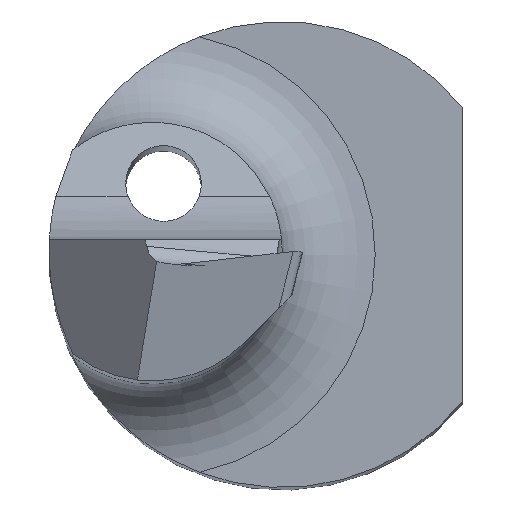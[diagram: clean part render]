
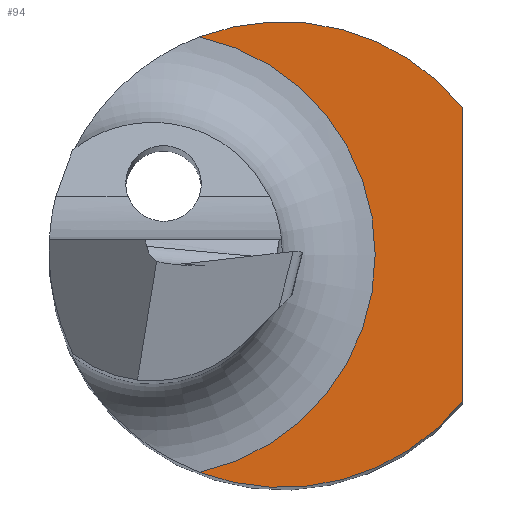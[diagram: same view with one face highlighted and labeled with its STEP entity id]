
A CAD part, top view. The second image highlights one B-rep face of the part: STEP entity #94.
In plain terms, the highlighted planar face has unit normal (0, 0, 1).
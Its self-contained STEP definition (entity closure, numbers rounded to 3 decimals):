
#38 = ORIENTED_EDGE ( 'NONE', *, *, #300, .T. ) ;
#69 = DIRECTION ( 'NONE',  ( 0., 0., -1. ) ) ;
#94 = ADVANCED_FACE ( 'NONE', ( #697 ), #621, .F. ) ;
#110 = DIRECTION ( 'NONE',  ( -1., 0., 0. ) ) ;
#159 = AXIS2_PLACEMENT_3D ( 'NONE', #810, #165, #291 ) ;
#165 = DIRECTION ( 'NONE',  ( 0., 0., -1. ) ) ;
#185 = VERTEX_POINT ( 'NONE', #666 ) ;
#196 = EDGE_CURVE ( 'NONE', #791, #656, #309, .T. ) ;
#199 = LINE ( 'NONE', #785, #327 ) ;
#243 = EDGE_CURVE ( 'NONE', #427, #185, #453, .T. ) ;
#274 = DIRECTION ( 'NONE',  ( 0., -1., 0. ) ) ;
#291 = DIRECTION ( 'NONE',  ( -1., 0., 0. ) ) ;
#300 = EDGE_CURVE ( 'NONE', #791, #185, #825, .T. ) ;
#309 = CIRCLE ( 'NONE', #493, 2. ) ;
#327 = VECTOR ( 'NONE', #274, 1000. ) ;
#360 = CARTESIAN_POINT ( 'NONE',  ( 1.55, -1.264, 13.749 ) ) ;
#371 = AXIS2_PLACEMENT_3D ( 'NONE', #559, #373, #110 ) ;
#373 = DIRECTION ( 'NONE',  ( 0., 0., -1. ) ) ;
#390 = DIRECTION ( 'NONE',  ( -1., 0., 0. ) ) ;
#399 = DIRECTION ( 'NONE',  ( 0., 0., -1. ) ) ;
#427 = VERTEX_POINT ( 'NONE', #360 ) ;
#449 = EDGE_CURVE ( 'NONE', #656, #427, #199, .T. ) ;
#453 = CIRCLE ( 'NONE', #584, 2. ) ;
#458 = CARTESIAN_POINT ( 'NONE',  ( -0.71, 1.87, 13.749 ) ) ;
#493 = AXIS2_PLACEMENT_3D ( 'NONE', #521, #399, #529 ) ;
#521 = CARTESIAN_POINT ( 'NONE',  ( 0., 0., 13.749 ) ) ;
#529 = DIRECTION ( 'NONE',  ( -1., 0., 0. ) ) ;
#544 = CARTESIAN_POINT ( 'NONE',  ( 1.55, 1.264, 13.749 ) ) ;
#550 = ORIENTED_EDGE ( 'NONE', *, *, #449, .F. ) ;
#559 = CARTESIAN_POINT ( 'NONE',  ( -1.112, 0., 13.749 ) ) ;
#584 = AXIS2_PLACEMENT_3D ( 'NONE', #643, #69, #390 ) ;
#621 = PLANE ( 'NONE',  #371 ) ;
#622 = ORIENTED_EDGE ( 'NONE', *, *, #196, .F. ) ;
#643 = CARTESIAN_POINT ( 'NONE',  ( 0., 0., 13.749 ) ) ;
#656 = VERTEX_POINT ( 'NONE', #544 ) ;
#666 = CARTESIAN_POINT ( 'NONE',  ( -0.71, -1.87, 13.749 ) ) ;
#697 = FACE_OUTER_BOUND ( 'NONE', #805, .T. ) ;
#785 = CARTESIAN_POINT ( 'NONE',  ( 1.55, -2., 13.749 ) ) ;
#791 = VERTEX_POINT ( 'NONE', #458 ) ;
#805 = EDGE_LOOP ( 'NONE', ( #622, #38, #842, #550 ) ) ;
#810 = CARTESIAN_POINT ( 'NONE',  ( -1.112, 0., 13.749 ) ) ;
#825 = CIRCLE ( 'NONE', #159, 1.912 ) ;
#842 = ORIENTED_EDGE ( 'NONE', *, *, #243, .F. ) ;
